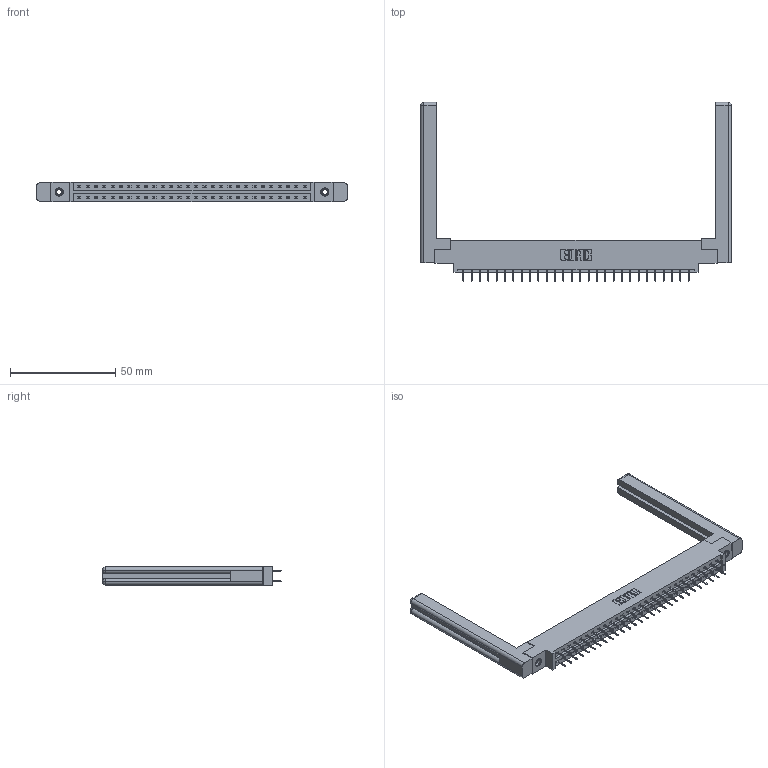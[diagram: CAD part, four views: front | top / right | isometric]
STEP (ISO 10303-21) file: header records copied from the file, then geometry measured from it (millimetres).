
FILE_DESCRIPTION (( 'STEP AP203' ), '1' );
FILE_NAME ('337-056-524-858.STEP', '2019-10-11T19:45:52', ( '' ), ( '' ), 'SwSTEP 2.0', 'SolidWorks 2016', '' );
FILE_SCHEMA (( 'CONFIG_CONTROL_DESIGN' ));
Length unit declared in the file: inch
Products named in the file (5): 345-250-001_345-250-001-102; 337-056-524-858; 345-292-001_345-293-124; 337 Part_0.170 Offset - 0.156 Dia-TI; 307-220-058
Assembly tree (61 placements, depth 2):
  337-056-524-858
    337 Part_0.170 Offset - 0.156 Dia-TI
    345-292-001_345-293-124  x56
    345-250-001_345-250-001-102  x2
    307-220-058  x2
Bounding box: 147.57 x 85.1 x 9.4 mm (x, y, z)
Volume: 22306.3 mm3; surface area: 21899 mm2
Topology: 61 solids, 61 shells, 3508 faces, 9917 edges, 6374 vertices
Faces by surface type: plane 2622, cylinder 862, cone 12, torus 12
Entity records: 26360 total; most frequent: CARTESIAN_POINT 4461, ORIENTED_EDGE 4336, DIRECTION 3836, EDGE_CURVE 2168, LINE 1996, VECTOR 1996, VERTEX_POINT 1434, AXIS2_PLACEMENT_3D 920
